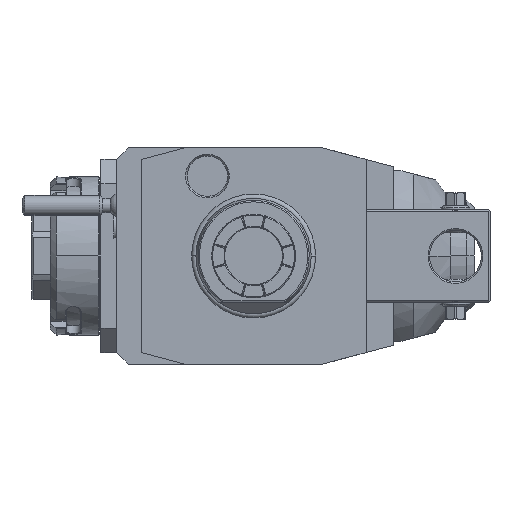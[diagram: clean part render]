
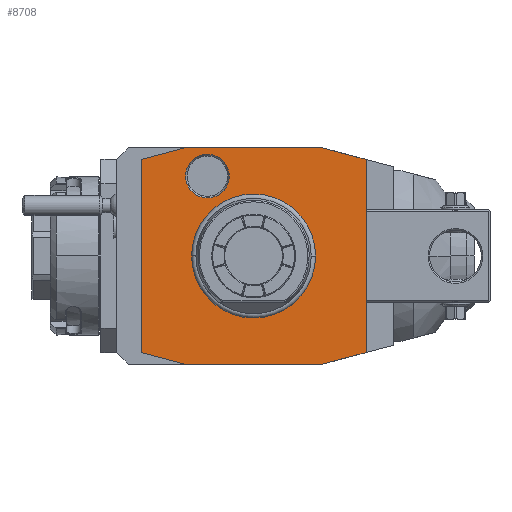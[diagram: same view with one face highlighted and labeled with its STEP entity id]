
A CAD part, front view. The second image highlights one B-rep face of the part: STEP entity #8708.
In plain terms, the highlighted planar face has unit normal (0, -1, 0).
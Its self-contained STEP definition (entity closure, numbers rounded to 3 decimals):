
#1=DIRECTION('',(-1.,0.,0.));
#2=VECTOR('',#1,48.);
#3=CARTESIAN_POINT('',(24.,0.,37.5));
#4=LINE('',#3,#2);
#5=DIRECTION('',(-0.966,0.,0.259));
#6=VECTOR('',#5,15.529);
#7=CARTESIAN_POINT('',(39.,0.,33.481));
#8=LINE('',#7,#6);
#9=DIRECTION('',(0.,0.,1.));
#10=VECTOR('',#9,66.962);
#11=CARTESIAN_POINT('',(39.,0.,-33.481));
#12=LINE('',#11,#10);
#13=DIRECTION('',(0.966,0.,0.259));
#14=VECTOR('',#13,15.529);
#15=CARTESIAN_POINT('',(24.,0.,-37.5));
#16=LINE('',#15,#14);
#17=DIRECTION('',(1.,0.,0.));
#18=VECTOR('',#17,48.);
#19=CARTESIAN_POINT('',(-24.,0.,-37.5));
#20=LINE('',#19,#18);
#21=DIRECTION('',(0.966,0.,-0.259));
#22=VECTOR('',#21,15.529);
#23=CARTESIAN_POINT('',(-39.,0.,-33.481));
#24=LINE('',#23,#22);
#25=DIRECTION('',(0.,0.,-1.));
#26=VECTOR('',#25,66.962);
#27=CARTESIAN_POINT('',(-39.,0.,33.481));
#28=LINE('',#27,#26);
#29=DIRECTION('',(-0.966,0.,-0.259));
#30=VECTOR('',#29,15.529);
#31=CARTESIAN_POINT('',(-24.,0.,37.5));
#32=LINE('',#31,#30);
#33=CARTESIAN_POINT('',(-16.,0.,27.713));
#34=DIRECTION('',(0.,1.,0.));
#35=DIRECTION('',(1.,0.,0.));
#36=AXIS2_PLACEMENT_3D('',#33,#34,#35);
#38=CARTESIAN_POINT('',(-16.,0.,27.713));
#39=DIRECTION('',(0.,1.,0.));
#40=DIRECTION('',(-1.,0.,0.));
#41=AXIS2_PLACEMENT_3D('',#38,#39,#40);
#5340=CARTESIAN_POINT('',(0.,0.,0.));
#5341=DIRECTION('',(0.,1.,0.));
#5342=DIRECTION('',(-1.,0.,0.));
#5343=AXIS2_PLACEMENT_3D('',#5340,#5341,#5342);
#5345=CARTESIAN_POINT('',(0.,0.,0.));
#5346=DIRECTION('',(0.,1.,0.));
#5347=DIRECTION('',(1.,0.,0.));
#5348=AXIS2_PLACEMENT_3D('',#5345,#5346,#5347);
#7681=CARTESIAN_POINT('',(-8.423,0.,27.713));
#7682=CARTESIAN_POINT('',(-23.577,0.,27.713));
#7683=VERTEX_POINT('',#7681);
#7684=VERTEX_POINT('',#7682);
#8483=CARTESIAN_POINT('',(24.,0.,37.5));
#8484=CARTESIAN_POINT('',(-24.,0.,37.5));
#8485=VERTEX_POINT('',#8483);
#8486=VERTEX_POINT('',#8484);
#8487=CARTESIAN_POINT('',(39.,0.,-33.481));
#8488=CARTESIAN_POINT('',(39.,0.,33.481));
#8489=VERTEX_POINT('',#8487);
#8490=VERTEX_POINT('',#8488);
#8491=CARTESIAN_POINT('',(-39.,0.,-33.481));
#8492=CARTESIAN_POINT('',(-24.,0.,-37.5));
#8493=VERTEX_POINT('',#8491);
#8494=VERTEX_POINT('',#8492);
#8495=CARTESIAN_POINT('',(-39.,0.,33.481));
#8496=VERTEX_POINT('',#8495);
#8521=CARTESIAN_POINT('',(24.,0.,-37.5));
#8522=VERTEX_POINT('',#8521);
#8547=CARTESIAN_POINT('',(-21.137,0.,0.));
#8548=CARTESIAN_POINT('',(21.137,0.,0.));
#8549=VERTEX_POINT('',#8547);
#8550=VERTEX_POINT('',#8548);
#8673=CARTESIAN_POINT('',(0.,0.,0.));
#8674=DIRECTION('',(0.,-1.,0.));
#8675=DIRECTION('',(-1.,0.,0.));
#8676=AXIS2_PLACEMENT_3D('',#8673,#8674,#8675);
#8677=PLANE('',#8676);
#8679=ORIENTED_EDGE('',*,*,#8678,.F.);
#8681=ORIENTED_EDGE('',*,*,#8680,.F.);
#8683=ORIENTED_EDGE('',*,*,#8682,.F.);
#8685=ORIENTED_EDGE('',*,*,#8684,.F.);
#8687=ORIENTED_EDGE('',*,*,#8686,.F.);
#8689=ORIENTED_EDGE('',*,*,#8688,.F.);
#8691=ORIENTED_EDGE('',*,*,#8690,.F.);
#8693=ORIENTED_EDGE('',*,*,#8692,.F.);
#8694=EDGE_LOOP('',(#8679,#8681,#8683,#8685,#8687,#8689,#8691,#8693));
#8695=FACE_OUTER_BOUND('',#8694,.F.);
#8697=ORIENTED_EDGE('',*,*,#8696,.F.);
#8699=ORIENTED_EDGE('',*,*,#8698,.F.);
#8700=EDGE_LOOP('',(#8697,#8699));
#8701=FACE_BOUND('',#8700,.F.);
#8703=ORIENTED_EDGE('',*,*,#8702,.F.);
#8705=ORIENTED_EDGE('',*,*,#8704,.F.);
#8706=EDGE_LOOP('',(#8703,#8705));
#8707=FACE_BOUND('',#8706,.F.);
#37=CIRCLE('',#36,7.577);
#42=CIRCLE('',#41,7.577);
#5344=CIRCLE('',#5343,21.137);
#5349=CIRCLE('',#5348,21.137);
#8678=EDGE_CURVE('',#8485,#8486,#4,.T.);
#8680=EDGE_CURVE('',#8490,#8485,#8,.T.);
#8682=EDGE_CURVE('',#8489,#8490,#12,.T.);
#8684=EDGE_CURVE('',#8522,#8489,#16,.T.);
#8686=EDGE_CURVE('',#8494,#8522,#20,.T.);
#8688=EDGE_CURVE('',#8493,#8494,#24,.T.);
#8690=EDGE_CURVE('',#8496,#8493,#28,.T.);
#8692=EDGE_CURVE('',#8486,#8496,#32,.T.);
#8696=EDGE_CURVE('',#8549,#8550,#5344,.T.);
#8698=EDGE_CURVE('',#8550,#8549,#5349,.T.);
#8702=EDGE_CURVE('',#7683,#7684,#37,.T.);
#8704=EDGE_CURVE('',#7684,#7683,#42,.T.);
#8708=ADVANCED_FACE('',(#8695,#8701,#8707),#8677,.T.);
